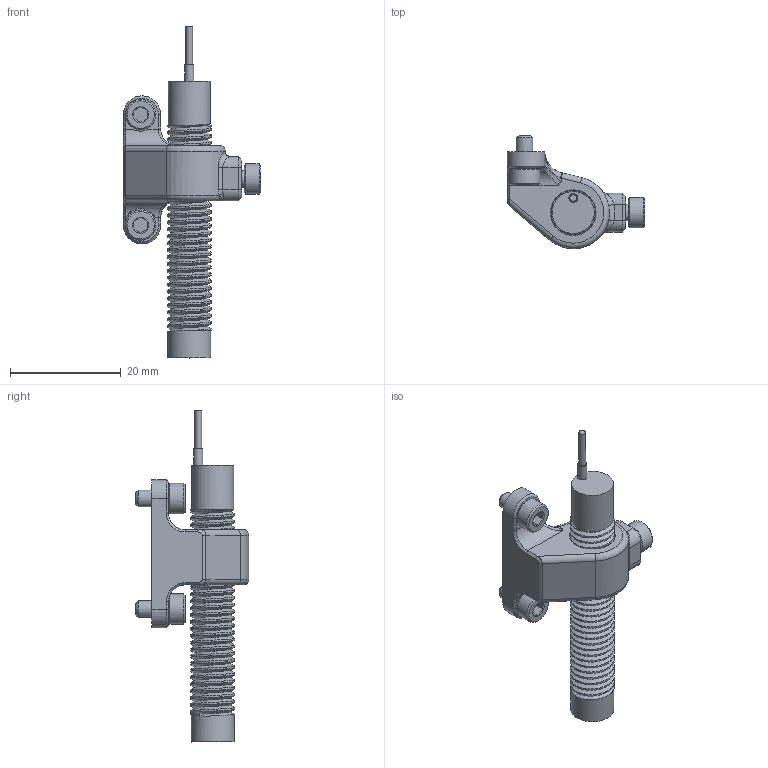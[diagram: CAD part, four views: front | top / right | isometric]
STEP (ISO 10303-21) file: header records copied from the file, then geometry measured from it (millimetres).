
FILE_DESCRIPTION(/* description */ (''),/* implementation_level */ '2;1');
FILE_NAME(/* name */ 'abl_8mm_probe.step',/* time_stamp */ '2023-11-02T13:23:12-05:00',/* author */ (''),/* organization */ (''),/* preprocessor_version */ 'ST-DEVELOPER v20',/* originating_system */ 'Autodesk Translation Framework v12.14.0.127',/* authorisation */ '');
FILE_SCHEMA (('AUTOMOTIVE_DESIGN { 1 0 10303 214 3 1 1 }'));
Length unit declared in the file: millimetre
Products named in the file (7): LJ8 8mm Probe; LJ8 Probe; LJ8 Probe_1; 8mm_probe_mount; Hardware; PN596; Screw, M3 x 6mm, SHCS
Assembly tree (8 placements, depth 3):
  LJ8 8mm Probe
    LJ8 Probe
      LJ8 Probe_1
    8mm_probe_mount
    Hardware
      PN596
      Screw, M3 x 6mm, SHCS  x3
Bounding box: 24.81 x 20.5 x 60 mm (x, y, z)
Volume: 4574 mm3; surface area: 4125.5 mm2
Topology: 6 solids, 6 shells, 307 faces, 763 edges, 479 vertices
Faces by surface type: bspline 98, cylinder 97, plane 70, cone 38, torus 4
Full cylindrical faces by diameter (mm): 1.2 x1, 1.6 x1, 2.9 x1, 3 x3, 3.3 x1, 3.6 x2, 4.2 x1, 4.25 x1, 4.6 x1, 4.7 x1, 5.5 x3, 7.6 x1, 7.8 x1, 8 x29, 8.25 x1
Entity records: 14806 total; most frequent: CARTESIAN_POINT 8729, ORIENTED_EDGE 1370, DIRECTION 1004, EDGE_CURVE 685, VERTEX_POINT 437, AXIS2_PLACEMENT_3D 408, EDGE_LOOP 284, FACE_OUTER_BOUND 265
